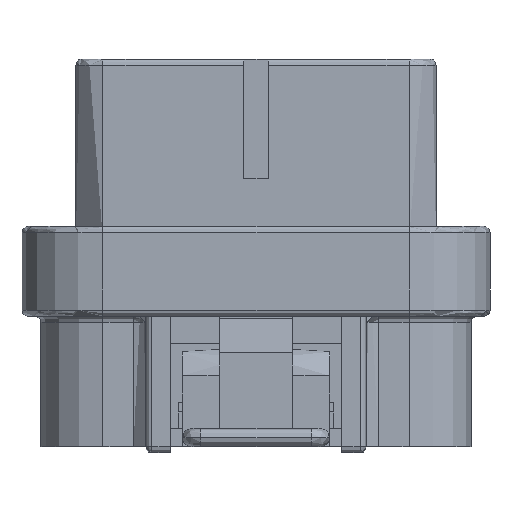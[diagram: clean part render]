
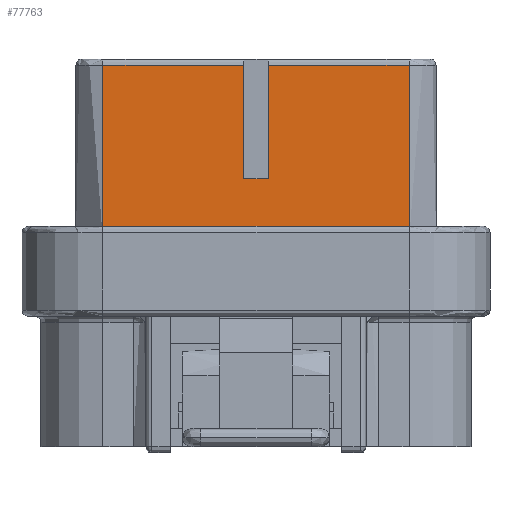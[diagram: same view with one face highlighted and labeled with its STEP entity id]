
A CAD part, front view. The second image highlights one B-rep face of the part: STEP entity #77763.
In plain terms, the highlighted planar face has unit normal (0, -1, 0).
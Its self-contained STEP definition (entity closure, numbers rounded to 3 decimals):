
#58239=CARTESIAN_POINT('',(1.5,-9.15,15.4));
#58240=VERTEX_POINT('',#58239);
#58241=CARTESIAN_POINT('',(-1.5,-9.15,15.4));
#58242=VERTEX_POINT('',#58241);
#58243=CARTESIAN_POINT('',(1.5,-9.15,15.4));
#58244=CARTESIAN_POINT('',(1.,-9.15,15.4));
#58245=CARTESIAN_POINT('',(0.,-9.15,15.4));
#58246=CARTESIAN_POINT('',(-1.,-9.15,15.4));
#58247=CARTESIAN_POINT('',(-1.5,-9.15,15.4));
#58248=B_SPLINE_CURVE_WITH_KNOTS('',3,(#58243,#58244,#58245,#58246,#58247),.UNSPECIFIED.,.F.,.U.,(4,1,4),(0.421,0.5,0.579),.UNSPECIFIED.);
#58249=EDGE_CURVE('',#58240,#58242,#58248,.T.);
#58283=CARTESIAN_POINT('',(-4.5,-9.15,15.4));
#58284=VERTEX_POINT('',#58283);
#58285=CARTESIAN_POINT('',(-1.5,-9.15,15.4));
#58286=CARTESIAN_POINT('',(-2.,-9.15,15.4));
#58287=CARTESIAN_POINT('',(-3.,-9.15,15.4));
#58288=CARTESIAN_POINT('',(-4.,-9.15,15.4));
#58289=CARTESIAN_POINT('',(-4.5,-9.15,15.4));
#58290=B_SPLINE_CURVE_WITH_KNOTS('',3,(#58285,#58286,#58287,#58288,#58289),.UNSPECIFIED.,.F.,.U.,(4,1,4),(0.421,0.5,0.579),.UNSPECIFIED.);
#58291=EDGE_CURVE('',#58242,#58284,#58290,.T.);
#58329=CARTESIAN_POINT('',(-12.5,-9.15,15.4));
#58330=VERTEX_POINT('',#58329);
#58339=CARTESIAN_POINT('',(-4.5,-9.15,15.4));
#58340=CARTESIAN_POINT('',(-4.528,-9.15,15.4));
#58341=CARTESIAN_POINT('',(-5.083,-9.15,15.4));
#58342=CARTESIAN_POINT('',(-6.167,-9.15,15.4));
#58343=CARTESIAN_POINT('',(-7.75,-9.15,15.4));
#58344=CARTESIAN_POINT('',(-9.861,-9.15,15.4));
#58345=CARTESIAN_POINT('',(-11.444,-9.15,15.4));
#58346=CARTESIAN_POINT('',(-12.5,-9.15,15.4));
#58347=B_SPLINE_CURVE_WITH_KNOTS('',3,(#58339,#58340,#58341,#58342,#58343,#58344,#58345,#58346),.UNSPECIFIED.,.F.,.U.,(4,1,1,1,1,4),(0.579,0.583,0.667,0.75,0.833,1.),.UNSPECIFIED.);
#58348=EDGE_CURVE('',#58284,#58330,#58347,.T.);
#58378=CARTESIAN_POINT('',(12.5,-9.15,15.4));
#58379=VERTEX_POINT('',#58378);
#58380=CARTESIAN_POINT('',(4.5,-9.15,15.4));
#58381=VERTEX_POINT('',#58380);
#58382=CARTESIAN_POINT('',(12.5,-9.15,15.4));
#58383=CARTESIAN_POINT('',(11.444,-9.15,15.4));
#58384=CARTESIAN_POINT('',(9.861,-9.15,15.4));
#58385=CARTESIAN_POINT('',(7.75,-9.15,15.4));
#58386=CARTESIAN_POINT('',(6.167,-9.15,15.4));
#58387=CARTESIAN_POINT('',(5.083,-9.15,15.4));
#58388=CARTESIAN_POINT('',(4.528,-9.15,15.4));
#58389=CARTESIAN_POINT('',(4.5,-9.15,15.4));
#58390=B_SPLINE_CURVE_WITH_KNOTS('',3,(#58382,#58383,#58384,#58385,#58386,#58387,#58388,#58389),.UNSPECIFIED.,.F.,.U.,(4,1,1,1,1,4),(0.,0.167,0.25,0.333,0.417,0.421),.UNSPECIFIED.);
#58391=EDGE_CURVE('',#58379,#58381,#58390,.T.);
#58425=CARTESIAN_POINT('',(4.5,-9.15,15.4));
#58426=CARTESIAN_POINT('',(4.,-9.15,15.4));
#58427=CARTESIAN_POINT('',(3.,-9.15,15.4));
#58428=CARTESIAN_POINT('',(2.,-9.15,15.4));
#58429=CARTESIAN_POINT('',(1.5,-9.15,15.4));
#58430=B_SPLINE_CURVE_WITH_KNOTS('',3,(#58425,#58426,#58427,#58428,#58429),.UNSPECIFIED.,.F.,.U.,(4,1,4),(0.421,0.5,0.579),.UNSPECIFIED.);
#58431=EDGE_CURVE('',#58381,#58240,#58430,.T.);
#59092=CARTESIAN_POINT('',(12.5,-9.15,29.65));
#59093=VERTEX_POINT('',#59092);
#59111=CARTESIAN_POINT('',(1.,-9.15,29.65));
#59112=VERTEX_POINT('',#59111);
#59120=CARTESIAN_POINT('',(1.,-9.15,29.65));
#59121=DIRECTION('',(1.,0.,0.));
#59122=VECTOR('',#59121,11.5);
#59123=LINE('',#59120,#59122);
#59124=EDGE_CURVE('',#59112,#59093,#59123,.T.);
#59156=CARTESIAN_POINT('',(-12.5,-9.15,29.65));
#59157=VERTEX_POINT('',#59156);
#75424=CARTESIAN_POINT('',(-12.5,-9.15,29.65));
#75425=DIRECTION('',(0.,0.,-1.));
#75426=VECTOR('',#75425,14.25);
#75427=LINE('',#75424,#75426);
#75428=EDGE_CURVE('',#59157,#58330,#75427,.T.);
#75546=CARTESIAN_POINT('',(12.5,-9.15,15.4));
#75547=DIRECTION('',(0.,0.,1.));
#75548=VECTOR('',#75547,14.25);
#75549=LINE('',#75546,#75548);
#75550=EDGE_CURVE('',#58379,#59093,#75549,.T.);
#77517=CARTESIAN_POINT('',(-1.,-9.15,29.65));
#77518=VERTEX_POINT('',#77517);
#77535=CARTESIAN_POINT('',(-12.5,-9.15,29.65));
#77536=DIRECTION('',(1.,0.,0.));
#77537=VECTOR('',#77536,11.5);
#77538=LINE('',#77535,#77537);
#77539=EDGE_CURVE('',#59157,#77518,#77538,.T.);
#77725=CARTESIAN_POINT('',(0.05,-9.15,15.525));
#77726=DIRECTION('',(1.,0.,0.));
#77727=DIRECTION('',(0.,-1.,0.));
#77728=AXIS2_PLACEMENT_3D('',#77725,#77727,#77726);
#77729=PLANE('',#77728);
#77730=ORIENTED_EDGE('',*,*,#75428,.T.);
#77731=ORIENTED_EDGE('',*,*,#58348,.F.);
#77732=ORIENTED_EDGE('',*,*,#58291,.F.);
#77733=ORIENTED_EDGE('',*,*,#58249,.F.);
#77734=ORIENTED_EDGE('',*,*,#58431,.F.);
#77735=ORIENTED_EDGE('',*,*,#58391,.F.);
#77736=ORIENTED_EDGE('',*,*,#75550,.T.);
#77737=ORIENTED_EDGE('',*,*,#59124,.F.);
#77738=CARTESIAN_POINT('',(1.,-9.15,20.4));
#77739=VERTEX_POINT('',#77738);
#77740=CARTESIAN_POINT('',(1.,-9.15,20.4));
#77741=DIRECTION('',(0.,0.,1.));
#77742=VECTOR('',#77741,9.25);
#77743=LINE('',#77740,#77742);
#77744=EDGE_CURVE('',#77739,#59112,#77743,.T.);
#77745=ORIENTED_EDGE('',*,*,#77744,.F.);
#77746=CARTESIAN_POINT('',(-1.,-9.15,20.4));
#77747=VERTEX_POINT('',#77746);
#77748=CARTESIAN_POINT('',(1.,-9.15,20.4));
#77749=DIRECTION('',(-1.,0.,0.));
#77750=VECTOR('',#77749,2.);
#77751=LINE('',#77748,#77750);
#77752=EDGE_CURVE('',#77739,#77747,#77751,.T.);
#77753=ORIENTED_EDGE('',*,*,#77752,.T.);
#77754=CARTESIAN_POINT('',(-1.,-9.15,20.4));
#77755=DIRECTION('',(0.,0.,1.));
#77756=VECTOR('',#77755,9.25);
#77757=LINE('',#77754,#77756);
#77758=EDGE_CURVE('',#77747,#77518,#77757,.T.);
#77759=ORIENTED_EDGE('',*,*,#77758,.T.);
#77760=ORIENTED_EDGE('',*,*,#77539,.F.);
#77761=EDGE_LOOP('',(#77730,#77731,#77732,#77733,#77734,#77735,#77736,#77737,#77745,#77753,#77759,#77760));
#77762=FACE_OUTER_BOUND('',#77761,.T.);
#77763=ADVANCED_FACE('',(#77762),#77729,.T.);
